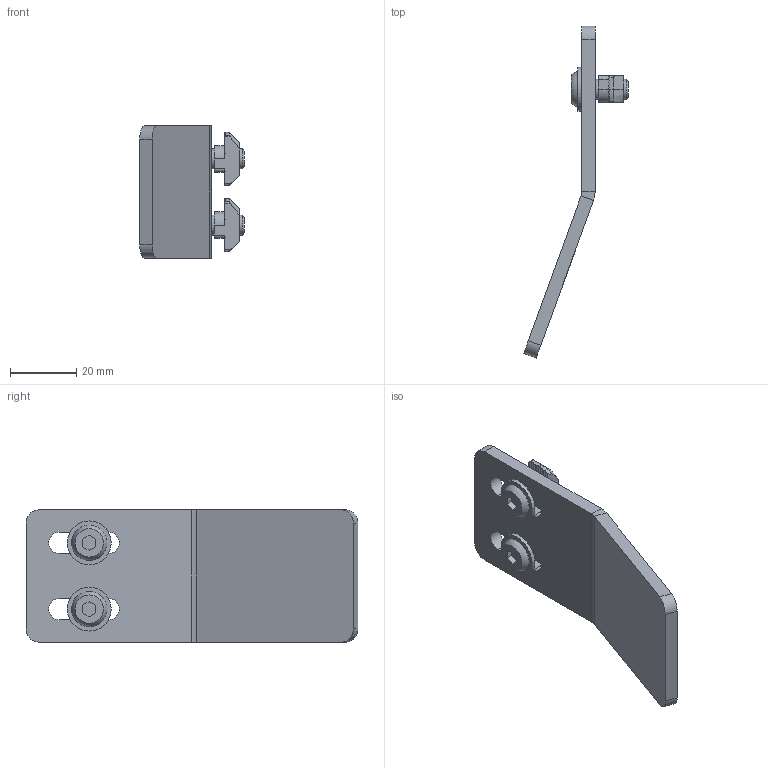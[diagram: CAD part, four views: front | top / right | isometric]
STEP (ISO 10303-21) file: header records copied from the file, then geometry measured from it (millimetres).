
FILE_DESCRIPTION(/* description */ ('KriTec Zentrierhilfe 8 Raster 40, VA'),/* implementation_level */ '2;1');
FILE_NAME(/* name */ '13794_KriTec_Zentrierhilfe_8_Raster_40_VA.stp',/* time_stamp */ '2020-02-21T13:51:30+01:00',/* author */ ('Nell'),/* organization */ (''),/* preprocessor_version */ 'ST-DEVELOPER v17',/* originating_system */ 'Autodesk Inventor 2018',/* authorisation */ '');
FILE_SCHEMA (('AUTOMOTIVE_DESIGN { 1 0 10303 214 3 1 1 }'));
Length unit declared in the file: millimetre
Products named in the file (4): 13794; 32150; 11740; 13462
Assembly tree (5 placements, depth 2):
  13794
    32150
    11740  x2
    13462  x2
Bounding box: 31.54 x 100.27 x 40 mm (x, y, z)
Volume: 17722 mm3; surface area: 11668.1 mm2
Topology: 5 solids, 5 shells, 204 faces, 572 edges, 384 vertices
Faces by surface type: plane 122, cylinder 72, cone 6, sphere 2, torus 2
Full cylindrical faces by diameter (mm): 4.917 x2, 6 x2, 13.27 x2
Entity records: 4301 total; most frequent: CARTESIAN_POINT 1142, DIRECTION 640, ORIENTED_EDGE 636, EDGE_CURVE 318, AXIS2_PLACEMENT_3D 232, VERTEX_POINT 212, LINE 176, VECTOR 176
